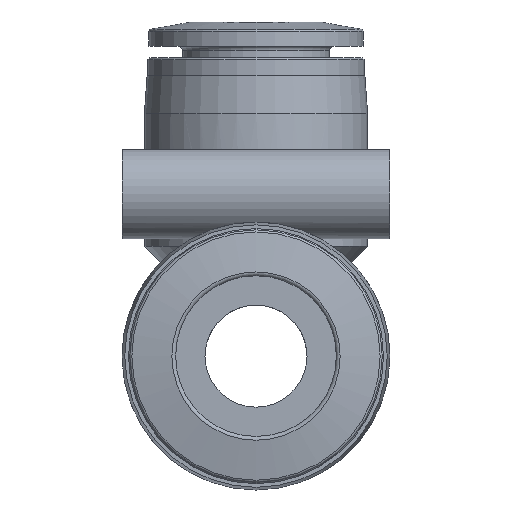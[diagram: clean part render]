
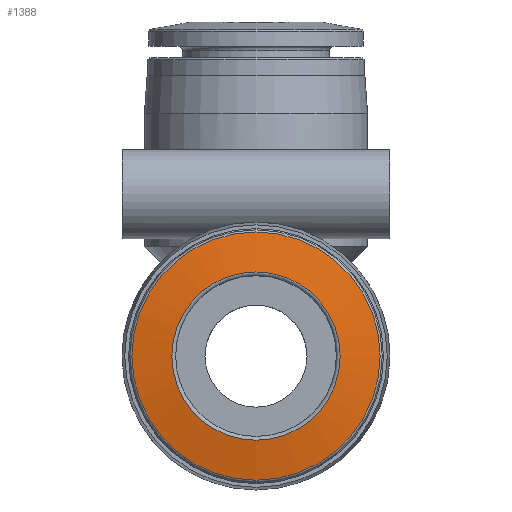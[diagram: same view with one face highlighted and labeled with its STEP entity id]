
A CAD part, left-side view. The second image highlights one B-rep face of the part: STEP entity #1388.
In plain terms, the highlighted conical face has half-angle 80 degrees and reference radius 6.6 mm.
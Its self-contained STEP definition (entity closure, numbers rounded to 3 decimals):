
#57=CONICAL_SURFACE('',#1480,6.6,1.396);
#195=ORIENTED_EDGE('',*,*,#398,.F.);
#196=ORIENTED_EDGE('',*,*,#399,.T.);
#398=EDGE_CURVE('',#494,#494,#556,.T.);
#399=EDGE_CURVE('',#495,#495,#557,.T.);
#494=VERTEX_POINT('',#2136);
#495=VERTEX_POINT('',#2138);
#556=CIRCLE('',#1481,9.735);
#557=CIRCLE('',#1482,6.6);
#621=EDGE_LOOP('',(#195));
#622=EDGE_LOOP('',(#196));
#749=FACE_BOUND('',#621,.T.);
#750=FACE_BOUND('',#622,.T.);
#1388=ADVANCED_FACE('',(#749,#750),#57,.T.);
#1480=AXIS2_PLACEMENT_3D('',#2134,#1657,#1658);
#1481=AXIS2_PLACEMENT_3D('',#2135,#1659,#1660);
#1482=AXIS2_PLACEMENT_3D('',#2137,#1661,#1662);
#1657=DIRECTION('',(1.,0.,0.));
#1658=DIRECTION('',(0.,0.,-1.));
#1659=DIRECTION('',(1.,0.,0.));
#1660=DIRECTION('',(0.,0.,-1.));
#1661=DIRECTION('',(1.,0.,0.));
#1662=DIRECTION('',(0.,0.,-1.));
#2134=CARTESIAN_POINT('',(-29.25,0.,0.));
#2135=CARTESIAN_POINT('',(-28.697,0.,0.));
#2136=CARTESIAN_POINT('',(-28.697,0.,-9.735));
#2137=CARTESIAN_POINT('',(-29.25,0.,0.));
#2138=CARTESIAN_POINT('',(-29.25,0.,-6.6));
